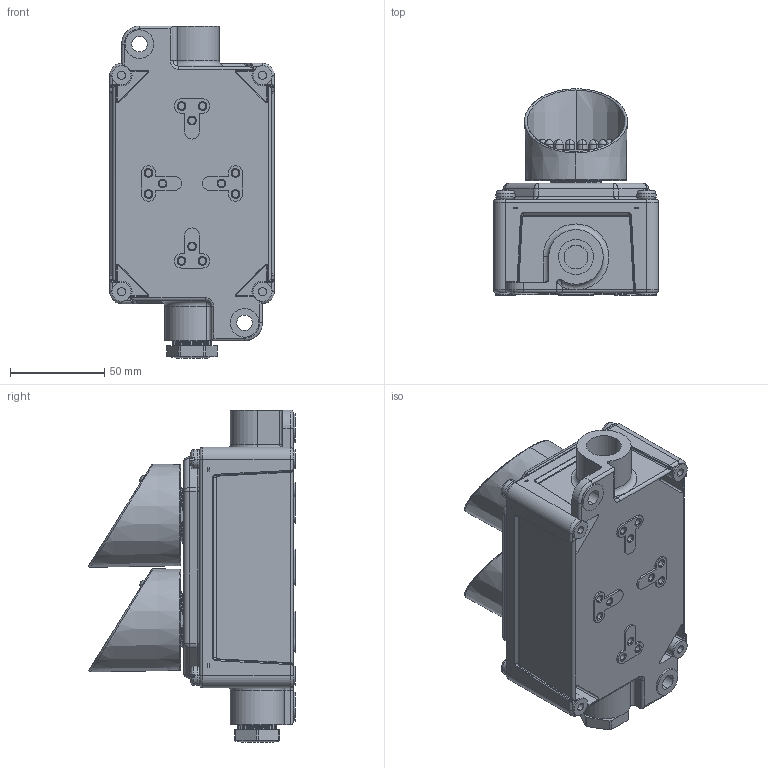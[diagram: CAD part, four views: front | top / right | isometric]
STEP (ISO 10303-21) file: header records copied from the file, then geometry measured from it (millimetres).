
FILE_DESCRIPTION((''),'2;1');
FILE_NAME('148788_SW','2010-04-26T',('banengservice'),('BANNER ENGINEERING'),'PRO/ENGINEER BY PARAMETRIC TECHNOLOGY CORPORATION, 2009141','PRO/ENGINEER BY PARAMETRIC TECHNOLOGY CORPORATION, 2009141','');
FILE_SCHEMA(('CONFIG_CONTROL_DESIGN'));
Products named in the file (1): 148788_SW
Bounding box: 87.63 x 109.55 x 176.43 mm (x, y, z)
Volume: 225205.9 mm3; surface area: 176561.2 mm2
Topology: 5 solids, 5 shells, 3368 faces, 8982 edges, 5636 vertices
Faces by surface type: plane 1842, cylinder 858, bspline 296, torus 154, sphere 120, cone 98
Entity records: 165498 total; most frequent: CARTESIAN_POINT 82723, ORIENTED_EDGE 17820, DIRECTION 16274, EDGE_CURVE 8910, VECTOR 5804, LINE 5804, VERTEX_POINT 5636, AXIS2_PLACEMENT_3D 5235
